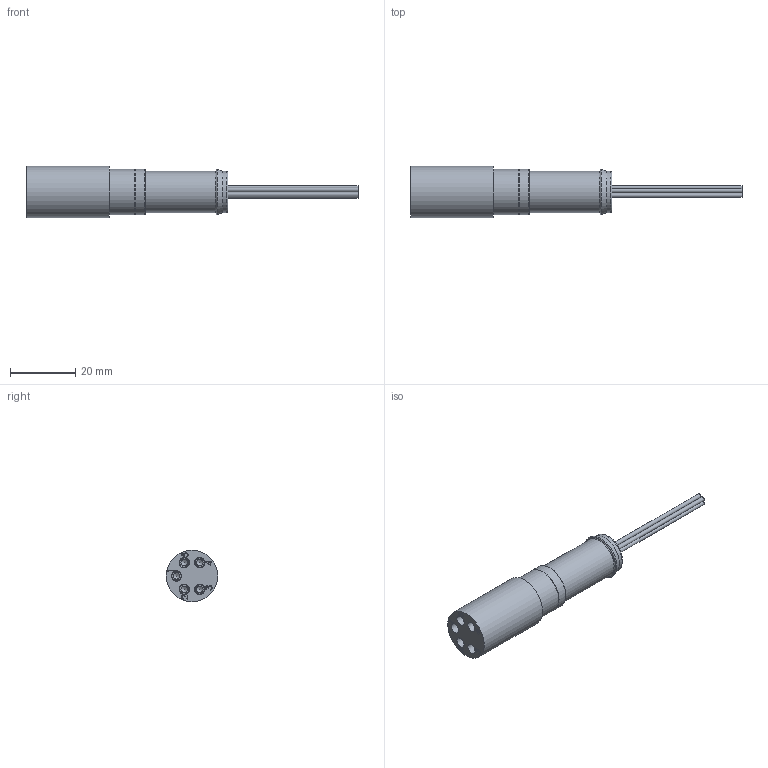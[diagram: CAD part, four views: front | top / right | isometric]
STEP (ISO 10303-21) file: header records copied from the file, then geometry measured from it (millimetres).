
FILE_DESCRIPTION(/* description */ (''),/* implementation_level */ '2;1');
FILE_NAME(/* name */ 'MCPBOF5F.stp',/* time_stamp */ '2022-03-08T08:29:19+01:00',/* author */ ('sh'),/* organization */ (''),/* preprocessor_version */ 'ST-DEVELOPER v17.2',/* originating_system */ 'Autodesk Inventor 2019',/* authorisation */ '');
FILE_SCHEMA (('AUTOMOTIVE_DESIGN { 1 0 10303 214 3 1 1 }'));
Length unit declared in the file: millimetre
Products named in the file (1): 01008730
Bounding box: 102.09 x 15.88 x 15.88 mm (x, y, z)
Volume: 9786.6 mm3; surface area: 4803.8 mm2
Topology: 1 solids, 6 shells, 306 faces, 911 edges, 632 vertices
Faces by surface type: plane 141, torus 61, cylinder 50, bspline 28, cone 26
Full cylindrical faces by diameter (mm): 1.321 x5, 2.037 x5, 2.057 x5, 2.743 x5, 3.175 x25, 12.7 x2, 13.97 x2, 15.875 x1
Entity records: 12576 total; most frequent: CARTESIAN_POINT 3673, DIRECTION 1832, ORIENTED_EDGE 1812, EDGE_CURVE 906, AXIS2_PLACEMENT_3D 743, VERTEX_POINT 632, CIRCLE 424, LINE 346
